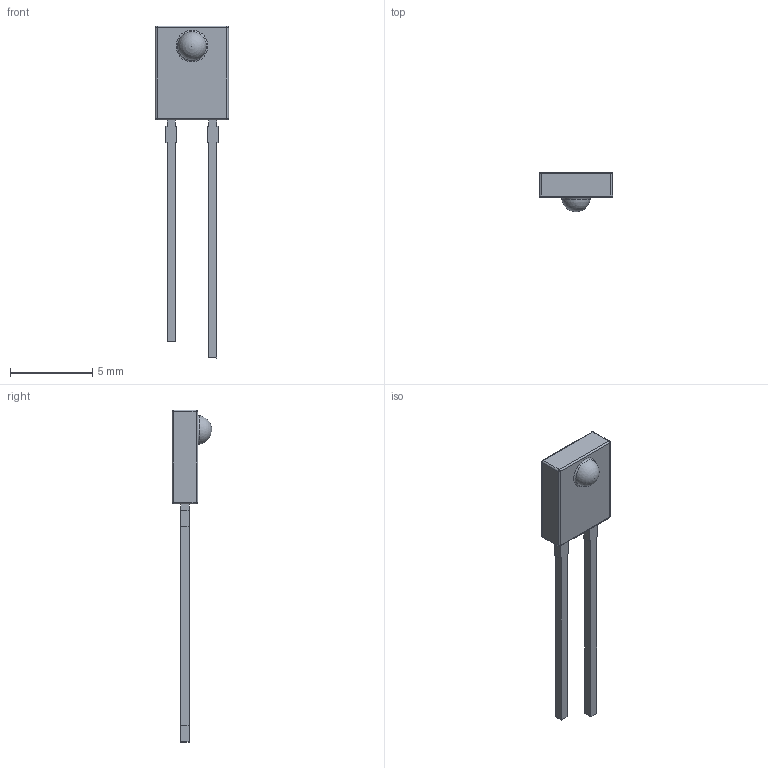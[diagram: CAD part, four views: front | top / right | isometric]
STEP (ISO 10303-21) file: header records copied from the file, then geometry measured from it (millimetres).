
FILE_DESCRIPTION(('STEP AP214'), '1');
FILE_NAME('KM-4457F3C', '2016-05-29T02:55:13', ('Nobody'), (''), 'ASCON STEP Converter 1.3', 'ASCON Math Kernel', '');
FILE_SCHEMA(('AUTOMOTIVE_DESIGN { 1 0 10303 214 3 1 1}'));
Length unit declared in the file: millimetre
Bounding box: 4.45 x 2.41 x 20.22 mm (x, y, z)
Volume: 48.2 mm3; surface area: 142.7 mm2
Topology: 3 solids, 3 shells, 56 faces, 133 edges, 75 vertices
Faces by surface type: plane 34, cylinder 12, sphere 9, torus 1
Entity records: 2000 total; most frequent: DIRECTION 262, CARTESIAN_POINT 253, ORIENTED_EDGE 244, EDGE_CURVE 122, LINE 96, VECTOR 96, AXIS2_PLACEMENT_3D 83, VERTEX_POINT 74
